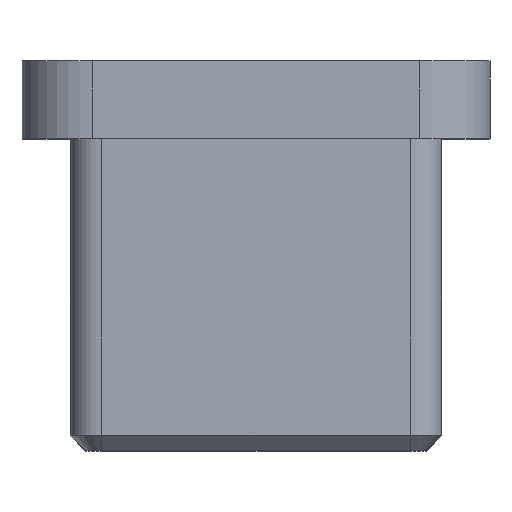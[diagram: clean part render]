
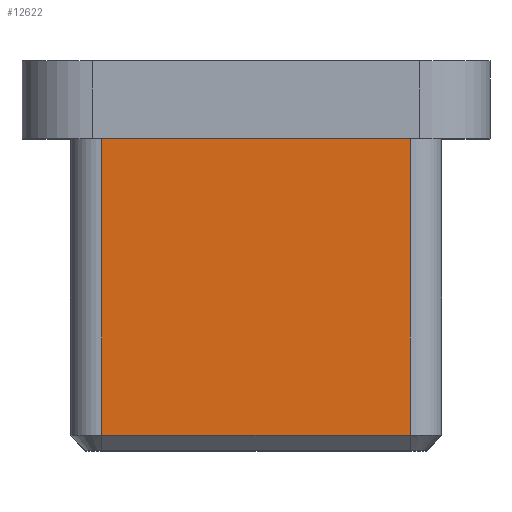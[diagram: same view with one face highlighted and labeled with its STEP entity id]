
A CAD part, top view. The second image highlights one B-rep face of the part: STEP entity #12622.
In plain terms, the highlighted planar face has unit normal (0, 0, 1).
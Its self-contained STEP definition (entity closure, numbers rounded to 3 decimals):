
#37 = CARTESIAN_POINT ( 'NONE',  ( -9.9, -19., 11.9 ) ) ;
#244 = CARTESIAN_POINT ( 'NONE',  ( 9.9, -20., 11.9 ) ) ;
#256 = VERTEX_POINT ( 'NONE', #15440 ) ;
#798 = CARTESIAN_POINT ( 'NONE',  ( 9.9, -19., 11.9 ) ) ;
#806 = VECTOR ( 'NONE', #11302, 1000. ) ;
#820 = LINE ( 'NONE', #12242, #4014 ) ;
#855 = EDGE_CURVE ( 'NONE', #14877, #5129, #820, .T. ) ;
#1544 = EDGE_CURVE ( 'NONE', #12521, #256, #4426, .T. ) ;
#1944 = DIRECTION ( 'NONE',  ( -1., 0., 0. ) ) ;
#2867 = VECTOR ( 'NONE', #1944, 1000. ) ;
#4014 = VECTOR ( 'NONE', #8393, 1000. ) ;
#4426 = LINE ( 'NONE', #244, #806 ) ;
#4637 = CARTESIAN_POINT ( 'NONE',  ( 9.9, -19., 11.9 ) ) ;
#5129 = VERTEX_POINT ( 'NONE', #37 ) ;
#5335 = DIRECTION ( 'NONE',  ( -1., 0., 0. ) ) ;
#5436 = LINE ( 'NONE', #7238, #2867 ) ;
#6107 = EDGE_CURVE ( 'NONE', #5129, #12521, #6136, .T. ) ;
#6136 = LINE ( 'NONE', #4637, #7032 ) ;
#6283 = ORIENTED_EDGE ( 'NONE', *, *, #12415, .T. ) ;
#6628 = CARTESIAN_POINT ( 'NONE',  ( -9.9, 0., 11.9 ) ) ;
#7032 = VECTOR ( 'NONE', #8643, 1000. ) ;
#7238 = CARTESIAN_POINT ( 'NONE',  ( -11.9, 0., 11.9 ) ) ;
#8393 = DIRECTION ( 'NONE',  ( 0., -1., 0. ) ) ;
#8643 = DIRECTION ( 'NONE',  ( 1., 0., 0. ) ) ;
#9133 = ORIENTED_EDGE ( 'NONE', *, *, #855, .T. ) ;
#9324 = PLANE ( 'NONE',  #14632 ) ;
#10554 = DIRECTION ( 'NONE',  ( 0., 0., -1. ) ) ;
#10660 = CARTESIAN_POINT ( 'NONE',  ( -11.9, -20., 11.9 ) ) ;
#11302 = DIRECTION ( 'NONE',  ( 0., 1., 0. ) ) ;
#12190 = EDGE_LOOP ( 'NONE', ( #9133, #12679, #16603, #6283 ) ) ;
#12226 = FACE_OUTER_BOUND ( 'NONE', #12190, .T. ) ;
#12242 = CARTESIAN_POINT ( 'NONE',  ( -9.9, -20., 11.9 ) ) ;
#12415 = EDGE_CURVE ( 'NONE', #256, #14877, #5436, .T. ) ;
#12521 = VERTEX_POINT ( 'NONE', #798 ) ;
#12622 = ADVANCED_FACE ( 'NONE', ( #12226 ), #9324, .F. ) ;
#12679 = ORIENTED_EDGE ( 'NONE', *, *, #6107, .T. ) ;
#14632 = AXIS2_PLACEMENT_3D ( 'NONE', #10660, #10554, #5335 ) ;
#14877 = VERTEX_POINT ( 'NONE', #6628 ) ;
#15440 = CARTESIAN_POINT ( 'NONE',  ( 9.9, 0., 11.9 ) ) ;
#16603 = ORIENTED_EDGE ( 'NONE', *, *, #1544, .T. ) ;
